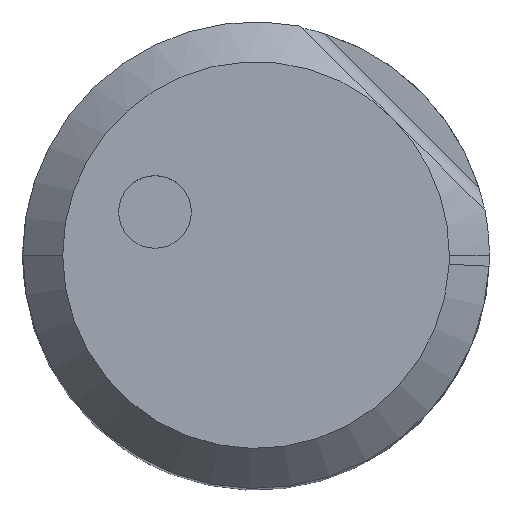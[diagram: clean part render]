
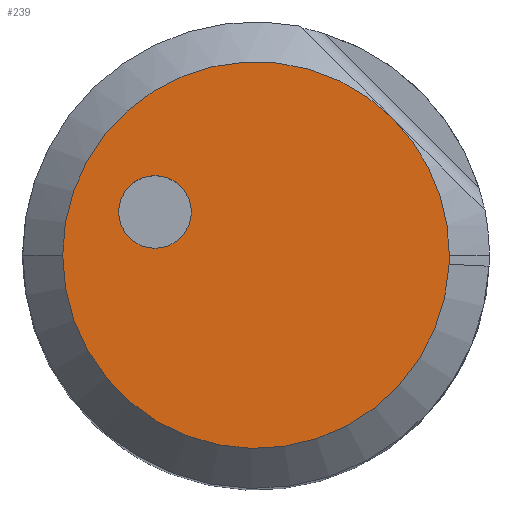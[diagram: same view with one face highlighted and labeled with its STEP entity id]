
A CAD part, top view. The second image highlights one B-rep face of the part: STEP entity #239.
In plain terms, the highlighted planar face has unit normal (0, 0, 1).
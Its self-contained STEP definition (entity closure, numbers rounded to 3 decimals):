
#135=AXIS2_PLACEMENT_3D('Circle Axis2P3D',#133,#134,$) ;
#174=AXIS2_PLACEMENT_3D('Circle Axis2P3D',#172,#173,$) ;
#199=AXIS2_PLACEMENT_3D('Plane Axis2P3D',#196,#197,#198) ;
#203=AXIS2_PLACEMENT_3D('Circle Axis2P3D',#201,#202,$) ;
#212=AXIS2_PLACEMENT_3D('Circle Axis2P3D',#210,#211,$) ;
#219=AXIS2_PLACEMENT_3D('Circle Axis2P3D',#217,#218,$) ;
#226=AXIS2_PLACEMENT_3D('Circle Axis2P3D',#224,#225,$) ;
#128=CARTESIAN_POINT('Vertex',(-0.971,0.648,0.)) ;
#133=CARTESIAN_POINT('Axis2P3D Location',(-1.515,0.648,0.)) ;
#137=CARTESIAN_POINT('Vertex',(-2.06,0.648,0.)) ;
#172=CARTESIAN_POINT('Axis2P3D Location',(-1.515,0.648,0.)) ;
#196=CARTESIAN_POINT('Axis2P3D Location',(0.,0.,0.)) ;
#201=CARTESIAN_POINT('Axis2P3D Location',(0.,0.,0.)) ;
#205=CARTESIAN_POINT('Vertex',(-2.9,0.,0.)) ;
#207=CARTESIAN_POINT('Vertex',(2.897,-0.137,0.)) ;
#210=CARTESIAN_POINT('Axis2P3D Location',(0.,0.,0.)) ;
#214=CARTESIAN_POINT('Vertex',(2.9,0.,0.)) ;
#217=CARTESIAN_POINT('Axis2P3D Location',(0.,0.,0.)) ;
#221=CARTESIAN_POINT('Vertex',(2.051,2.051,0.)) ;
#224=CARTESIAN_POINT('Axis2P3D Location',(0.,0.,0.)) ;
#134=DIRECTION('Axis2P3D Direction',(0.,0.,1.)) ;
#173=DIRECTION('Axis2P3D Direction',(0.,0.,1.)) ;
#197=DIRECTION('Axis2P3D Direction',(0.,0.,1.)) ;
#198=DIRECTION('Axis2P3D XDirection',(1.,0.,0.)) ;
#202=DIRECTION('Axis2P3D Direction',(0.,0.,1.)) ;
#211=DIRECTION('Axis2P3D Direction',(0.,0.,1.)) ;
#218=DIRECTION('Axis2P3D Direction',(0.,0.,1.)) ;
#225=DIRECTION('Axis2P3D Direction',(0.,0.,1.)) ;
#230=ORIENTED_EDGE('',*,*,#209,.T.) ;
#231=ORIENTED_EDGE('',*,*,#216,.T.) ;
#232=ORIENTED_EDGE('',*,*,#223,.T.) ;
#233=ORIENTED_EDGE('',*,*,#228,.T.) ;
#236=ORIENTED_EDGE('',*,*,#139,.F.) ;
#237=ORIENTED_EDGE('',*,*,#176,.F.) ;
#238=FACE_BOUND('',#235,.T.) ;
#239=ADVANCED_FACE('NOCUT',(#234,#238),#200,.T.) ;
#136=CIRCLE('generated circle',#135,0.545) ;
#175=CIRCLE('generated circle',#174,0.545) ;
#204=CIRCLE('generated circle',#203,2.9) ;
#213=CIRCLE('generated circle',#212,2.9) ;
#220=CIRCLE('generated circle',#219,2.9) ;
#227=CIRCLE('generated circle',#226,2.9) ;
#139=EDGE_CURVE('',#129,#138,#136,.T.) ;
#176=EDGE_CURVE('',#138,#129,#175,.T.) ;
#209=EDGE_CURVE('',#206,#208,#204,.T.) ;
#216=EDGE_CURVE('',#208,#215,#213,.T.) ;
#223=EDGE_CURVE('',#215,#222,#220,.T.) ;
#228=EDGE_CURVE('',#222,#206,#227,.T.) ;
#229=EDGE_LOOP('',(#230,#231,#232,#233)) ;
#235=EDGE_LOOP('',(#236,#237)) ;
#234=FACE_OUTER_BOUND('',#229,.T.) ;
#200=PLANE('',#199) ;
#129=VERTEX_POINT('',#128) ;
#138=VERTEX_POINT('',#137) ;
#206=VERTEX_POINT('',#205) ;
#208=VERTEX_POINT('',#207) ;
#215=VERTEX_POINT('',#214) ;
#222=VERTEX_POINT('',#221) ;
